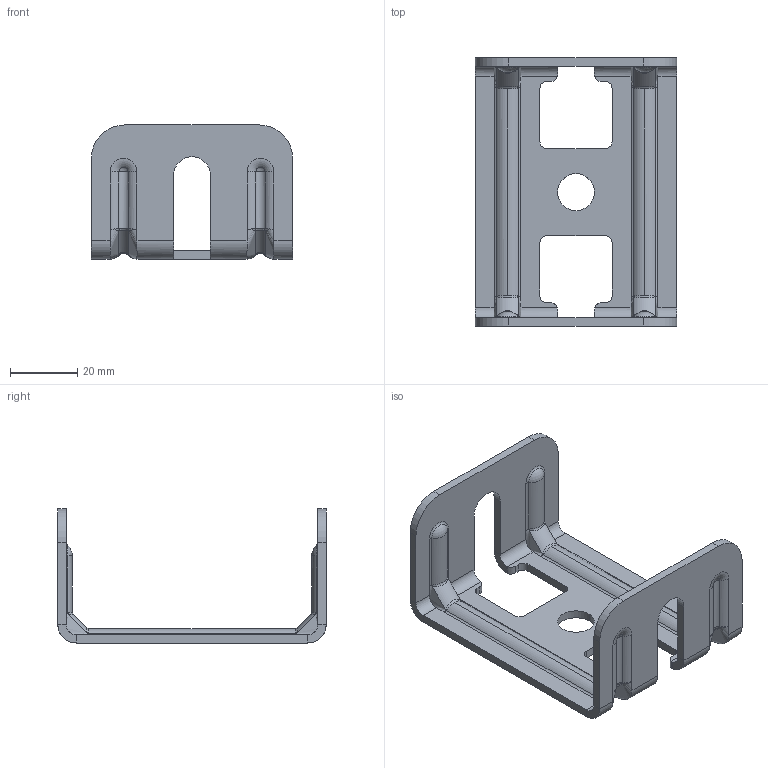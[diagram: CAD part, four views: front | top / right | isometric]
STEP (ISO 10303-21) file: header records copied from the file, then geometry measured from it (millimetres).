
FILE_DESCRIPTION (( 'STEP AP203' ), '1' );
FILE_NAME ('01-02-1392.STEP', '2013-05-06T05:43:09', ( 'asennus' ), ( '' ), 'SwSTEP 2.0', 'SolidWorks 2013', '' );
FILE_SCHEMA (( 'CONFIG_CONTROL_DESIGN' ));
Length unit declared in the file: millimetre
Products named in the file (1): 01-02-1392
Bounding box: 60 x 80 x 40 mm (x, y, z)
Volume: 18714.2 mm3; surface area: 16991.3 mm2
Topology: 1 solids, 1 shells, 192 faces, 550 edges, 340 vertices
Faces by surface type: cylinder 76, bspline 60, plane 40, sphere 8, torus 8
Entity records: 12093 total; most frequent: CARTESIAN_POINT 7625, ORIENTED_EDGE 1068, DIRECTION 712, EDGE_CURVE 534, VERTEX_POINT 340, AXIS2_PLACEMENT_3D 245, VECTOR 222, LINE 222
